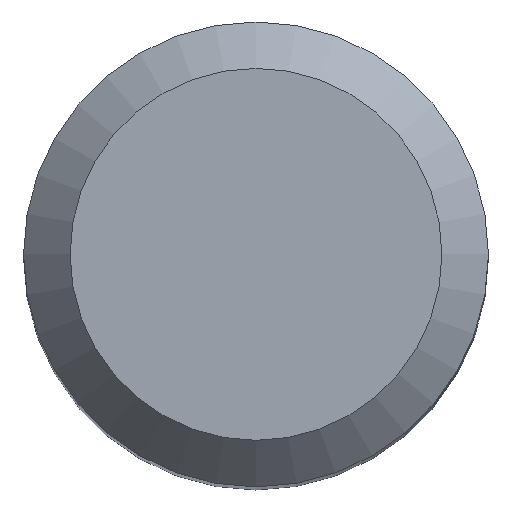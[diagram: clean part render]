
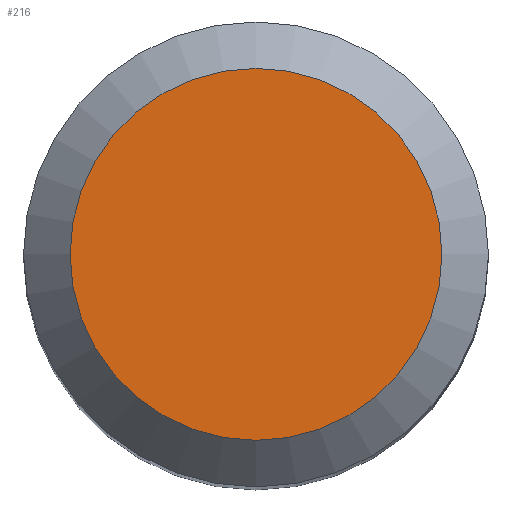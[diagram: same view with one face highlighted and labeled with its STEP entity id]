
A CAD part, top view. The second image highlights one B-rep face of the part: STEP entity #216.
In plain terms, the highlighted planar face has unit normal (0, 0, 1).
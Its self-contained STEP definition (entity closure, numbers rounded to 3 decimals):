
#16 = AXIS2_PLACEMENT_3D ( 'NONE', #145, #33, #72 ) ;
#33 = DIRECTION ( 'NONE',  ( 0., 0., -1. ) ) ;
#44 = CIRCLE ( 'NONE', #16, 1.6 ) ;
#65 = EDGE_LOOP ( 'NONE', ( #292 ) ) ;
#72 = DIRECTION ( 'NONE',  ( 0., 1., 0. ) ) ;
#83 = AXIS2_PLACEMENT_3D ( 'NONE', #224, #175, #295 ) ;
#145 = CARTESIAN_POINT ( 'NONE',  ( 0., 0., 32. ) ) ;
#158 = EDGE_CURVE ( 'NONE', #176, #176, #44, .T. ) ;
#169 = PLANE ( 'NONE',  #83 ) ;
#175 = DIRECTION ( 'NONE',  ( 0., 0., -1. ) ) ;
#176 = VERTEX_POINT ( 'NONE', #279 ) ;
#216 = ADVANCED_FACE ( 'NONE', ( #226 ), #169, .F. ) ;
#224 = CARTESIAN_POINT ( 'NONE',  ( 0., 0., 32. ) ) ;
#226 = FACE_OUTER_BOUND ( 'NONE', #65, .T. ) ;
#279 = CARTESIAN_POINT ( 'NONE',  ( 0., 1.6, 32. ) ) ;
#292 = ORIENTED_EDGE ( 'NONE', *, *, #158, .F. ) ;
#295 = DIRECTION ( 'NONE',  ( 0., 1., 0. ) ) ;
